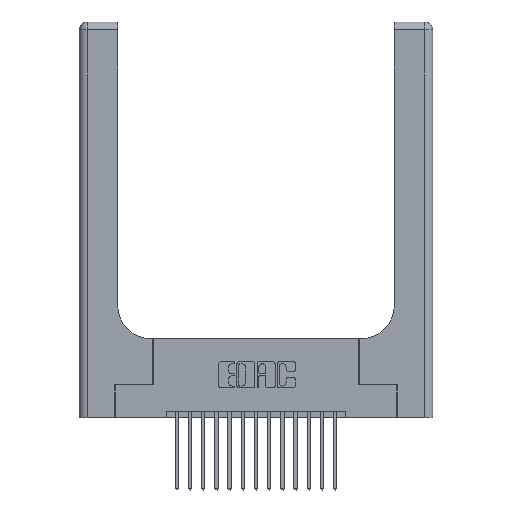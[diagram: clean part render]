
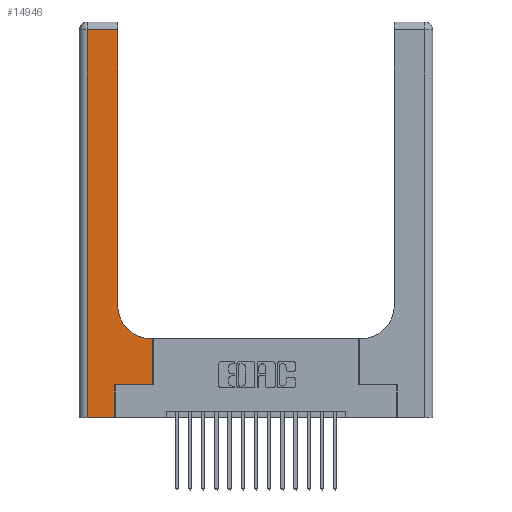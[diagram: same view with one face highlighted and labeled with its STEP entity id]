
A CAD part, top view. The second image highlights one B-rep face of the part: STEP entity #14946.
In plain terms, the highlighted planar face has unit normal (0, 0, 1).
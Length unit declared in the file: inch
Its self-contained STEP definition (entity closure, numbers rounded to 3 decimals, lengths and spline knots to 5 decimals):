
#171 = CARTESIAN_POINT ( 'NONE',  ( 0.269, 0.25, 0.37 ) ) ;
#527 = VERTEX_POINT ( 'NONE', #171 ) ;
#701 = EDGE_CURVE ( 'NONE', #527, #2593, #18248, .T. ) ;
#771 = DIRECTION ( 'NONE',  ( 1., 0., 0. ) ) ;
#785 = LINE ( 'NONE', #2770, #11779 ) ;
#902 = EDGE_CURVE ( 'NONE', #2593, #3185, #11954, .T. ) ;
#1182 = VECTOR ( 'NONE', #14235, 39.37008 ) ;
#1574 = CARTESIAN_POINT ( 'NONE',  ( 0.2915, 3., 0.37 ) ) ;
#1712 = CARTESIAN_POINT ( 'NONE',  ( 0.5415, 0.6, 0.37 ) ) ;
#1799 = DIRECTION ( 'NONE',  ( -1., 0., 0. ) ) ;
#1846 = CARTESIAN_POINT ( 'NONE',  ( 0.269, 0., 0.37 ) ) ;
#1976 = ORIENTED_EDGE ( 'NONE', *, *, #14985, .T. ) ;
#2593 = VERTEX_POINT ( 'NONE', #7317 ) ;
#2770 = CARTESIAN_POINT ( 'NONE',  ( 0.06, 3., 0.37 ) ) ;
#3185 = VERTEX_POINT ( 'NONE', #18597 ) ;
#3257 = CARTESIAN_POINT ( 'NONE',  ( 0., 2.94, 0.37 ) ) ;
#3393 = LINE ( 'NONE', #15783, #5714 ) ;
#3491 = LINE ( 'NONE', #7666, #6046 ) ;
#3980 = VECTOR ( 'NONE', #9039, 39.37008 ) ;
#3993 = VECTOR ( 'NONE', #8958, 39.37008 ) ;
#4262 = DIRECTION ( 'NONE',  ( 0., -1., 0. ) ) ;
#4819 = EDGE_LOOP ( 'NONE', ( #16656, #18015, #6354, #1976, #16689, #15156, #13221, #14113, #12831 ) ) ;
#4826 = VECTOR ( 'NONE', #9092, 39.37008 ) ;
#4872 = EDGE_CURVE ( 'NONE', #10040, #527, #8550, .T. ) ;
#5015 = VERTEX_POINT ( 'NONE', #12419 ) ;
#5714 = VECTOR ( 'NONE', #14213, 39.37008 ) ;
#6046 = VECTOR ( 'NONE', #12254, 39.37008 ) ;
#6354 = ORIENTED_EDGE ( 'NONE', *, *, #18724, .T. ) ;
#6366 = EDGE_CURVE ( 'NONE', #3185, #11747, #3393, .T. ) ;
#6777 = DIRECTION ( 'NONE',  ( 0., 0., -1. ) ) ;
#6860 = CARTESIAN_POINT ( 'NONE',  ( 0.2915, 0.85, 0.37 ) ) ;
#7006 = EDGE_CURVE ( 'NONE', #11747, #7372, #8102, .T. ) ;
#7317 = CARTESIAN_POINT ( 'NONE',  ( 0.5585, 0.25, 0.37 ) ) ;
#7372 = VERTEX_POINT ( 'NONE', #6860 ) ;
#7538 = EDGE_CURVE ( 'NONE', #7372, #5015, #12075, .T. ) ;
#7666 = CARTESIAN_POINT ( 'NONE',  ( 0., 0., 0.37 ) ) ;
#8102 = CIRCLE ( 'NONE', #14324, 0.25 ) ;
#8521 = CARTESIAN_POINT ( 'NONE',  ( 0.06, 2.94, 0.37 ) ) ;
#8550 = LINE ( 'NONE', #1846, #16242 ) ;
#8780 = CARTESIAN_POINT ( 'NONE',  ( 0.5415, 0.85, 0.37 ) ) ;
#8839 = DIRECTION ( 'NONE',  ( 0., 1., 0. ) ) ;
#8958 = DIRECTION ( 'NONE',  ( -1., 0., 0. ) ) ;
#9039 = DIRECTION ( 'NONE',  ( 0., 1., 0. ) ) ;
#9092 = DIRECTION ( 'NONE',  ( 0., 1., 0. ) ) ;
#9906 = CARTESIAN_POINT ( 'NONE',  ( 0.269, 0.25, 0.37 ) ) ;
#10040 = VERTEX_POINT ( 'NONE', #11962 ) ;
#11078 = VERTEX_POINT ( 'NONE', #13076 ) ;
#11747 = VERTEX_POINT ( 'NONE', #1712 ) ;
#11779 = VECTOR ( 'NONE', #4262, 39.37008 ) ;
#11954 = LINE ( 'NONE', #16193, #3980 ) ;
#11962 = CARTESIAN_POINT ( 'NONE',  ( 0.269, 0., 0.37 ) ) ;
#11971 = LINE ( 'NONE', #3257, #3993 ) ;
#12075 = LINE ( 'NONE', #1574, #4826 ) ;
#12254 = DIRECTION ( 'NONE',  ( 1., 0., 0. ) ) ;
#12419 = CARTESIAN_POINT ( 'NONE',  ( 0.2915, 2.94, 0.37 ) ) ;
#12831 = ORIENTED_EDGE ( 'NONE', *, *, #7006, .T. ) ;
#13070 = VERTEX_POINT ( 'NONE', #8521 ) ;
#13076 = CARTESIAN_POINT ( 'NONE',  ( 0.06, 0., 0.37 ) ) ;
#13221 = ORIENTED_EDGE ( 'NONE', *, *, #902, .T. ) ;
#13391 = AXIS2_PLACEMENT_3D ( 'NONE', #17979, #16358, #1799 ) ;
#14057 = EDGE_CURVE ( 'NONE', #5015, #13070, #11971, .T. ) ;
#14113 = ORIENTED_EDGE ( 'NONE', *, *, #6366, .T. ) ;
#14213 = DIRECTION ( 'NONE',  ( -1., 0., 0. ) ) ;
#14235 = DIRECTION ( 'NONE',  ( 1., 0., 0. ) ) ;
#14324 = AXIS2_PLACEMENT_3D ( 'NONE', #8780, #6777, #771 ) ;
#14946 = ADVANCED_FACE ( 'NONE', ( #17750 ), #17793, .F. ) ;
#14985 = EDGE_CURVE ( 'NONE', #11078, #10040, #3491, .T. ) ;
#15156 = ORIENTED_EDGE ( 'NONE', *, *, #701, .T. ) ;
#15783 = CARTESIAN_POINT ( 'NONE',  ( 0.2915, 0.6, 0.37 ) ) ;
#16193 = CARTESIAN_POINT ( 'NONE',  ( 0.5585, 0.25, 0.37 ) ) ;
#16242 = VECTOR ( 'NONE', #8839, 39.37008 ) ;
#16358 = DIRECTION ( 'NONE',  ( 0., 0., -1. ) ) ;
#16656 = ORIENTED_EDGE ( 'NONE', *, *, #7538, .T. ) ;
#16689 = ORIENTED_EDGE ( 'NONE', *, *, #4872, .T. ) ;
#17750 = FACE_OUTER_BOUND ( 'NONE', #4819, .T. ) ;
#17793 = PLANE ( 'NONE',  #13391 ) ;
#17979 = CARTESIAN_POINT ( 'NONE',  ( 0., 3., 0.37 ) ) ;
#18015 = ORIENTED_EDGE ( 'NONE', *, *, #14057, .T. ) ;
#18248 = LINE ( 'NONE', #9906, #1182 ) ;
#18597 = CARTESIAN_POINT ( 'NONE',  ( 0.5585, 0.6, 0.37 ) ) ;
#18724 = EDGE_CURVE ( 'NONE', #13070, #11078, #785, .T. ) ;
